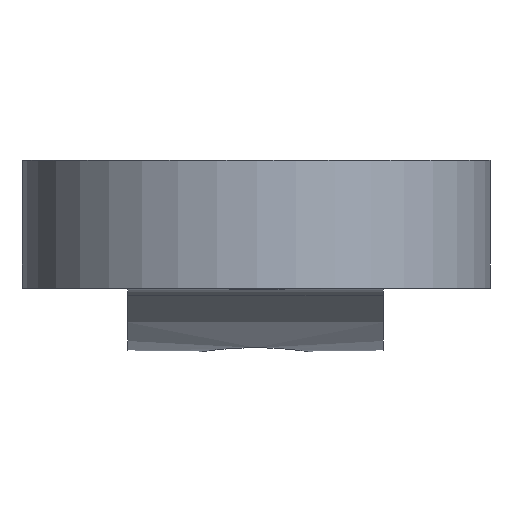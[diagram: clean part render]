
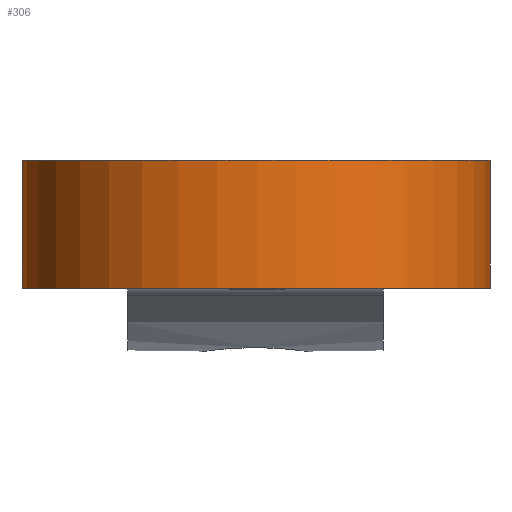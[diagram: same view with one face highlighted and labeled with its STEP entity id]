
A CAD part, front view. The second image highlights one B-rep face of the part: STEP entity #306.
In plain terms, the highlighted cylindrical face has radius 5.5 mm (diameter 11 mm), a partial arc.
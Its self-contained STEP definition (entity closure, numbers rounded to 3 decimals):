
#38=FACE_OUTER_BOUND('',#54,.T.);
#54=EDGE_LOOP('',(#271,#272,#273,#274));
#77=LINE('',#555,#98);
#82=LINE('',#574,#103);
#98=VECTOR('',#412,10.);
#103=VECTOR('',#435,10.);
#116=CIRCLE('',#339,5.5);
#123=CIRCLE('',#353,5.5);
#143=VERTEX_POINT('',#542);
#144=VERTEX_POINT('',#544);
#147=VERTEX_POINT('',#553);
#152=VERTEX_POINT('',#573);
#178=EDGE_CURVE('',#143,#144,#116,.T.);
#184=EDGE_CURVE('',#147,#143,#77,.T.);
#193=EDGE_CURVE('',#152,#144,#82,.T.);
#196=EDGE_CURVE('',#147,#152,#123,.T.);
#271=ORIENTED_EDGE('',*,*,#196,.T.);
#272=ORIENTED_EDGE('',*,*,#193,.T.);
#273=ORIENTED_EDGE('',*,*,#178,.F.);
#274=ORIENTED_EDGE('',*,*,#184,.F.);
#292=CYLINDRICAL_SURFACE('',#352,5.5);
#306=ADVANCED_FACE('',(#38),#292,.T.);
#339=AXIS2_PLACEMENT_3D('',#545,#401,#402);
#352=AXIS2_PLACEMENT_3D('',#578,#438,#439);
#353=AXIS2_PLACEMENT_3D('',#579,#440,#441);
#401=DIRECTION('center_axis',(0.,0.,-1.));
#402=DIRECTION('ref_axis',(1.,0.,0.));
#412=DIRECTION('',(0.,0.,-1.));
#435=DIRECTION('',(0.,0.,-1.));
#438=DIRECTION('center_axis',(0.,0.,-1.));
#439=DIRECTION('ref_axis',(0.003,-1.,0.));
#440=DIRECTION('center_axis',(0.,0.,-1.));
#441=DIRECTION('ref_axis',(1.,0.,0.));
#542=CARTESIAN_POINT('',(3.,-4.104,-36.75));
#544=CARTESIAN_POINT('',(-3.,-4.121,-36.75));
#545=CARTESIAN_POINT('Origin',(0.013,-8.722,-36.75));
#553=CARTESIAN_POINT('',(3.,-4.104,-33.75));
#555=CARTESIAN_POINT('',(3.,-4.104,-33.75));
#573=CARTESIAN_POINT('',(-3.,-4.121,-33.75));
#574=CARTESIAN_POINT('',(-3.,-4.121,-33.75));
#578=CARTESIAN_POINT('Origin',(0.013,-8.722,-33.75));
#579=CARTESIAN_POINT('Origin',(0.013,-8.722,-33.75));
